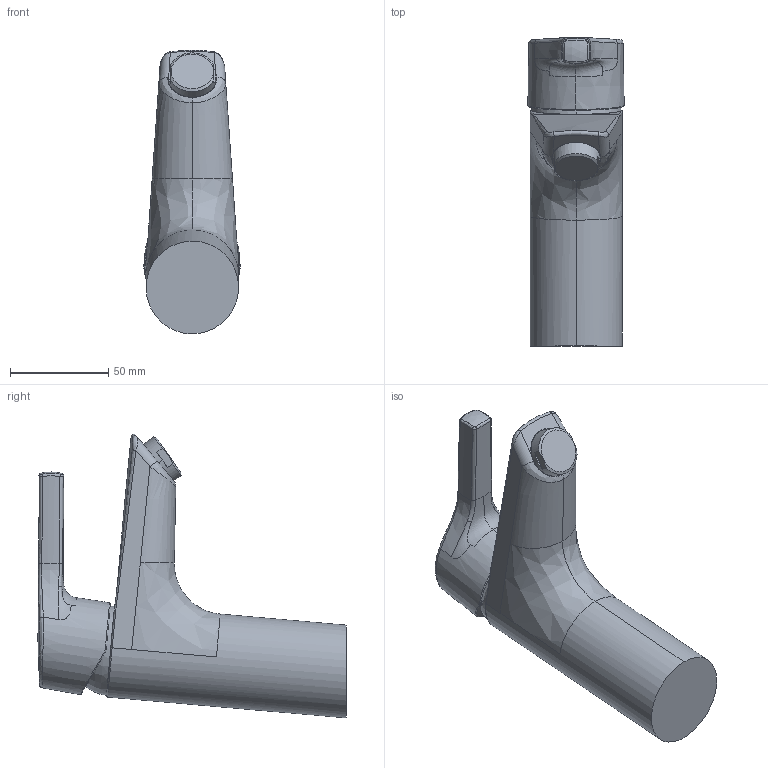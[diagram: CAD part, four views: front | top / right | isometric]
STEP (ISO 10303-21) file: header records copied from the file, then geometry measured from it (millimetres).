
FILE_DESCRIPTION (( 'STEP AP203' ), '1' );
FILE_NAME ('564222030037.STEP', '2018-04-17T10:03:39', ( '' ), ( '' ), 'SwSTEP 2.0', 'SolidWorks 2016', '' );
FILE_SCHEMA (( 'CONFIG_CONTROL_DESIGN' ));
Length unit declared in the file: millimetre
Products named in the file (1): 564222030037
Bounding box: 48.96 x 156.76 x 144.35 mm (x, y, z)
Volume: 378063.2 mm3; surface area: 48245.2 mm2
Topology: 4 solids, 4 shells, 105 faces, 247 edges, 150 vertices
Faces by surface type: bspline 59, cylinder 17, plane 17, torus 6, cone 4, sphere 2
Entity records: 11124 total; most frequent: CARTESIAN_POINT 9140, ORIENTED_EDGE 492, DIRECTION 253, EDGE_CURVE 246, VERTEX_POINT 150, B_SPLINE_CURVE_WITH_KNOTS 130, AXIS2_PLACEMENT_3D 108, EDGE_LOOP 106
